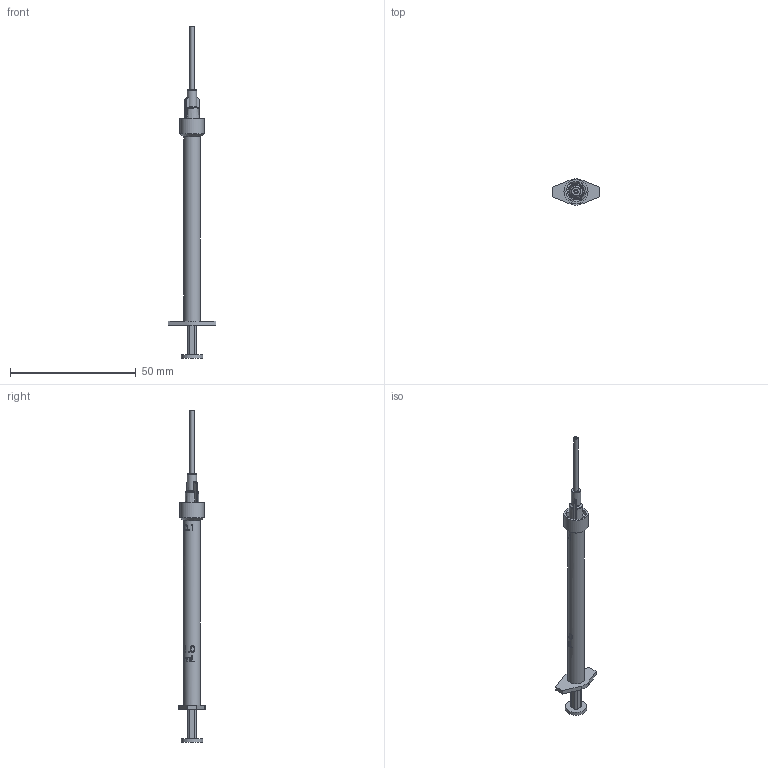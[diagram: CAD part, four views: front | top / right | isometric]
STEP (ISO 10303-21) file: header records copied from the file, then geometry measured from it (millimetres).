
FILE_DESCRIPTION(/* description */ (''),/* implementation_level */ '2;1');
FILE_NAME(/* name */ '1ml Plastic Luer Syringe_v3.step',/* time_stamp */ '2023-08-31T11:36:29-07:00',/* author */ (''),/* organization */ (''),/* preprocessor_version */ 'ST-DEVELOPER v20',/* originating_system */ 'Autodesk Translation Framework v12.9.0.99',/* authorisation */ '');
FILE_SCHEMA (('AUTOMOTIVE_DESIGN { 1 0 10303 214 3 1 1 }'));
Length unit declared in the file: inch
Products named in the file (4): 1ml Plastic Luer Syringe; Needle; Syringe; Main Body
Assembly tree (3 placements, depth 3):
  1ml Plastic Luer Syringe
    Needle
    Syringe
      Main Body
Bounding box: 18.95 x 10.54 x 132.01 mm (x, y, z)
Volume: 3329.6 mm3; surface area: 5590.9 mm2
Topology: 4 solids, 4 shells, 647 faces, 1523 edges, 972 vertices
Faces by surface type: plane 364, cylinder 130, bspline 99, torus 20, sphere 20, cone 14
Full cylindrical faces by diameter (mm): 1.346 x1, 1.651 x2, 3.556 x2, 3.651 x1, 4.102 x1, 4.318 x3, 6.604 x1, 6.7 x1, 8.636 x1, 9.601 x1
Entity records: 27013 total; most frequent: CARTESIAN_POINT 12320, ORIENTED_EDGE 3046, DIRECTION 2939, EDGE_CURVE 1523, AXIS2_PLACEMENT_3D 1071, VERTEX_POINT 972, LINE 797, VECTOR 797
